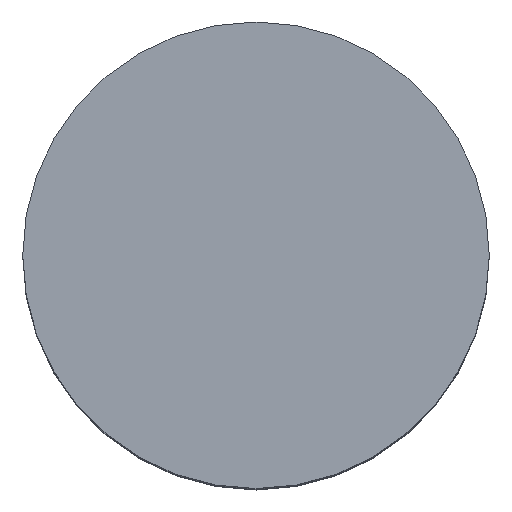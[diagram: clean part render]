
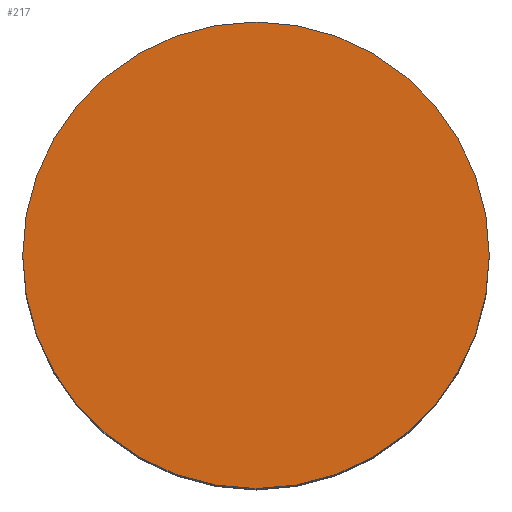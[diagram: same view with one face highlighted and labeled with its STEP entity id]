
A CAD part, top view. The second image highlights one B-rep face of the part: STEP entity #217.
In plain terms, the highlighted planar face has unit normal (0, 0, 1).
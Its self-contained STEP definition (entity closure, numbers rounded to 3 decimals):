
#217=ADVANCED_FACE('',(#224),#222,.T.);
#222=PLANE('',#513);
#224=FACE_OUTER_BOUND('',#288,.T.);
#288=EDGE_LOOP('',(#352));
#352=ORIENTED_EDGE('',*,*,#416,.F.);
#384=VERTEX_POINT('',#766);
#416=EDGE_CURVE('',#384,#384,#448,.T.);
#448=CIRCLE('',#511,6.5);
#511=AXIS2_PLACEMENT_3D('',#765,#638,#639);
#513=AXIS2_PLACEMENT_3D('',#768,#642,#643);
#638=DIRECTION('',(0.,0.,-1.));
#639=DIRECTION('',(-1.,0.,0.));
#642=DIRECTION('',(0.,0.,1.));
#643=DIRECTION('',(1.,0.,0.));
#765=CARTESIAN_POINT('',(0.,0.,28.));
#766=CARTESIAN_POINT('',(-6.5,0.,28.));
#768=CARTESIAN_POINT('',(6.5,0.,28.));
